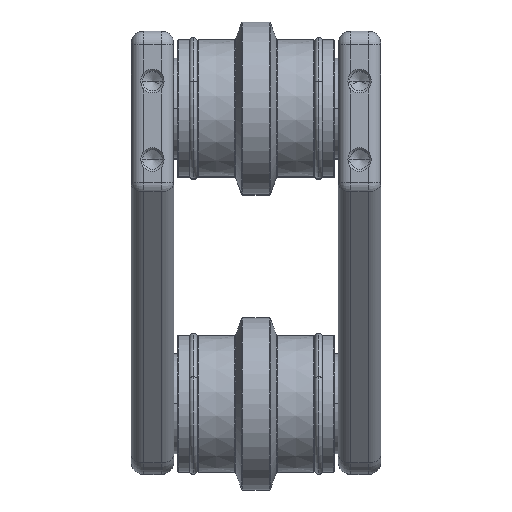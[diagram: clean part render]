
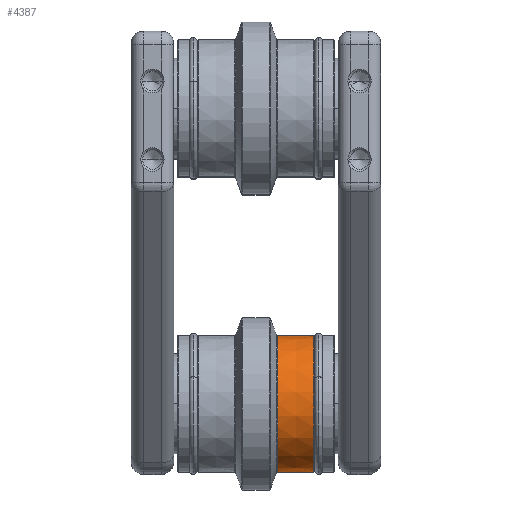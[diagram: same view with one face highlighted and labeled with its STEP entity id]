
A CAD part, top view. The second image highlights one B-rep face of the part: STEP entity #4387.
In plain terms, the highlighted conical face has half-angle 0.195 degrees and reference radius 17.45 mm.
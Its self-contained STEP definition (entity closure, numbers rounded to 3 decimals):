
#377 = CARTESIAN_POINT ( 'NONE',  ( 5.504, 17.499, 0. ) ) ;
#902 = CARTESIAN_POINT ( 'NONE',  ( 19.875, 0., 0. ) ) ;
#4387 = ADVANCED_FACE ( 'NONE', ( #25882 ), #56740, .T. ) ;
#5338 = CARTESIAN_POINT ( 'NONE',  ( 5.504, 0., 0. ) ) ;
#6691 = ORIENTED_EDGE ( 'NONE', *, *, #78790, .T. ) ;
#9034 = AXIS2_PLACEMENT_3D ( 'NONE', #902, #57788, #33525 ) ;
#9862 = DIRECTION ( 'NONE',  ( 0., 0., -1. ) ) ;
#12707 = CIRCLE ( 'NONE', #15281, 17.499 ) ;
#13443 = CARTESIAN_POINT ( 'NONE',  ( 5.504, -17.499, 0. ) ) ;
#15281 = AXIS2_PLACEMENT_3D ( 'NONE', #5338, #53372, #60696 ) ;
#17751 = CARTESIAN_POINT ( 'NONE',  ( 14.75, -17.468, 0. ) ) ;
#17797 = EDGE_CURVE ( 'NONE', #57287, #18262, #12707, .T. ) ;
#18262 = VERTEX_POINT ( 'NONE', #377 ) ;
#18282 = DIRECTION ( 'NONE',  ( -1., 0.003, 0. ) ) ;
#20225 = AXIS2_PLACEMENT_3D ( 'NONE', #60352, #47720, #9862 ) ;
#21999 = ORIENTED_EDGE ( 'NONE', *, *, #69768, .F. ) ;
#22111 = VERTEX_POINT ( 'NONE', #74657 ) ;
#24145 = ORIENTED_EDGE ( 'NONE', *, *, #62888, .F. ) ;
#25882 = FACE_OUTER_BOUND ( 'NONE', #75667, .T. ) ;
#26905 = VECTOR ( 'NONE', #57127, 1000. ) ;
#31272 = CARTESIAN_POINT ( 'NONE',  ( 19.875, -17.45, 0. ) ) ;
#33284 = VERTEX_POINT ( 'NONE', #17751 ) ;
#33525 = DIRECTION ( 'NONE',  ( 0., -1., 0. ) ) ;
#43227 = LINE ( 'NONE', #79285, #76874 ) ;
#47720 = DIRECTION ( 'NONE',  ( 1., 0., 0. ) ) ;
#53372 = DIRECTION ( 'NONE',  ( -1., 0., 0. ) ) ;
#56740 = CONICAL_SURFACE ( 'NONE', #9034, 17.45, 0.003 ) ;
#57127 = DIRECTION ( 'NONE',  ( -1., -0.003, 0. ) ) ;
#57287 = VERTEX_POINT ( 'NONE', #13443 ) ;
#57788 = DIRECTION ( 'NONE',  ( -1., 0., 0. ) ) ;
#60352 = CARTESIAN_POINT ( 'NONE',  ( 14.75, 0., 0. ) ) ;
#60696 = DIRECTION ( 'NONE',  ( 0., -1., 0. ) ) ;
#62798 = LINE ( 'NONE', #31272, #26905 ) ;
#62888 = EDGE_CURVE ( 'NONE', #22111, #33284, #71780, .T. ) ;
#63238 = ORIENTED_EDGE ( 'NONE', *, *, #17797, .F. ) ;
#69768 = EDGE_CURVE ( 'NONE', #33284, #57287, #62798, .T. ) ;
#71780 = CIRCLE ( 'NONE', #20225, 17.468 ) ;
#74657 = CARTESIAN_POINT ( 'NONE',  ( 14.75, 17.468, 0. ) ) ;
#75667 = EDGE_LOOP ( 'NONE', ( #24145, #6691, #63238, #21999 ) ) ;
#76874 = VECTOR ( 'NONE', #18282, 1000. ) ;
#78790 = EDGE_CURVE ( 'NONE', #22111, #18262, #43227, .T. ) ;
#79285 = CARTESIAN_POINT ( 'NONE',  ( 19.875, 17.45, 0. ) ) ;
